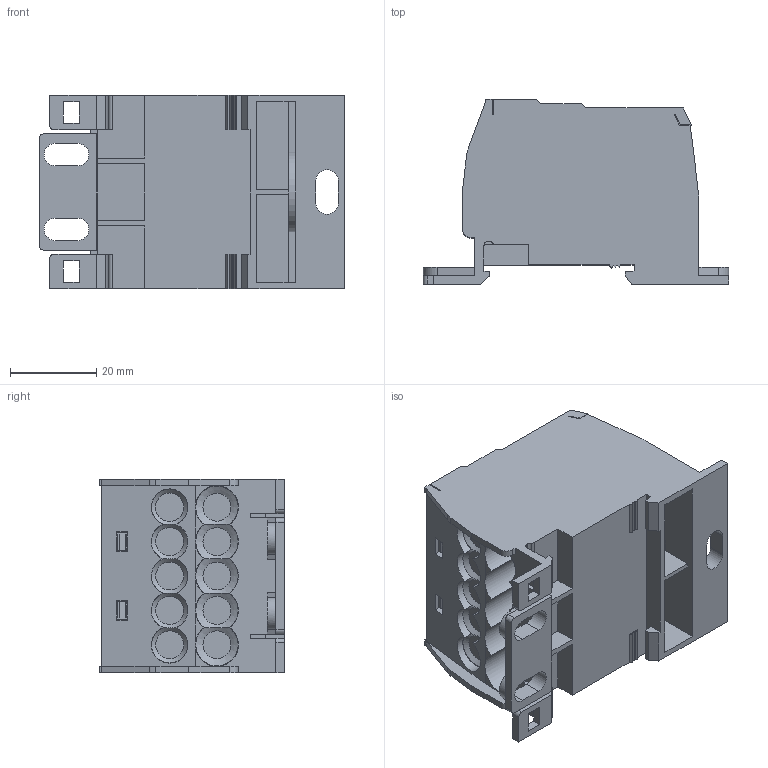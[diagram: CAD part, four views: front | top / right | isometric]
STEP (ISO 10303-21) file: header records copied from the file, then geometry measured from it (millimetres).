
FILE_DESCRIPTION(('FreeCAD Model'),'2;1');
FILE_NAME('1742_SVB_175.stp','2018-09-01T18:17:28',('Author'),(''), 'Open CASCADE STEP processor 7.2','FreeCAD','Unknown');
FILE_SCHEMA(('AUTOMOTIVE_DESIGN { 1 0 10303 214 1 1 1 1 }'));
Length unit declared in the file: millimetre
Products named in the file (1): 1742_SVB_175
Bounding box: 71 x 43 x 45 mm (x, y, z)
Volume: 67903.6 mm3; surface area: 26501.7 mm2
Topology: 1 solids, 14 shells, 522 faces, 1326 edges, 864 vertices
Faces by surface type: plane 400, cylinder 111, cone 11
Full cylindrical faces by diameter (mm): 4.5 x10, 6.5 x10, 6.6 x1, 7 x1, 12 x1, 15 x1
Entity records: 34710 total; most frequent: CARTESIAN_POINT 7832, DIRECTION 5106, LINE 3260, VECTOR 3260, ORIENTED_EDGE 2652, PCURVE 2652, DEFINITIONAL_REPRESENTATION 2652, EDGE_CURVE 1326
